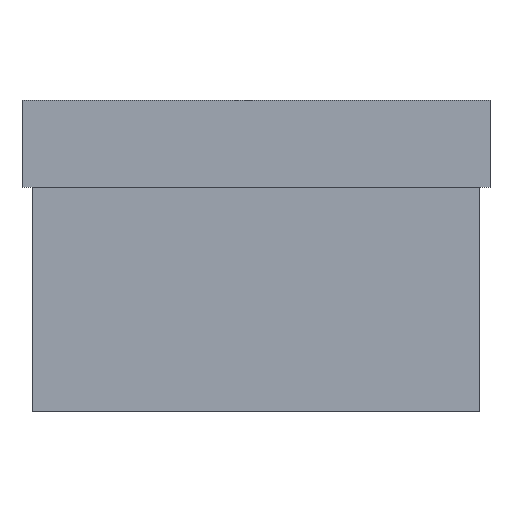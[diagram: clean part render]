
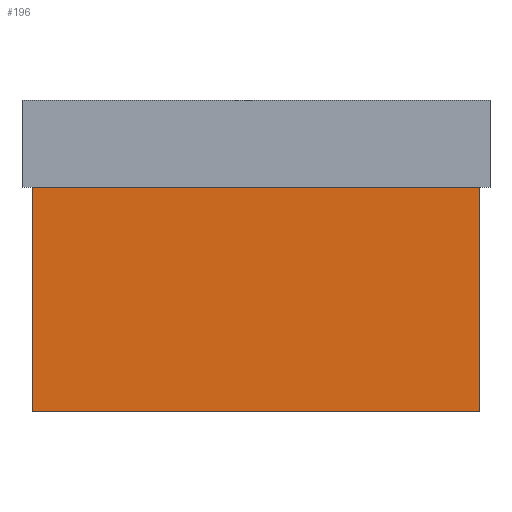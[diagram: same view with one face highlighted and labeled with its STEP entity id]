
A CAD part, left-side view. The second image highlights one B-rep face of the part: STEP entity #196.
In plain terms, the highlighted planar face has unit normal (-1, 0, 0).
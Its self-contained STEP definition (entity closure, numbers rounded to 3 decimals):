
#24=FACE_OUTER_BOUND('',#36,.T.);
#36=EDGE_LOOP('',(#157,#158,#159,#160));
#55=LINE('',#312,#79);
#57=LINE('',#316,#81);
#58=LINE('',#318,#82);
#59=LINE('',#319,#83);
#79=VECTOR('',#258,10.);
#81=VECTOR('',#262,1.);
#82=VECTOR('',#263,1.);
#83=VECTOR('',#264,1.);
#99=VERTEX_POINT('',#309);
#100=VERTEX_POINT('',#311);
#101=VERTEX_POINT('',#315);
#102=VERTEX_POINT('',#317);
#119=EDGE_CURVE('',#100,#99,#55,.T.);
#121=EDGE_CURVE('',#101,#99,#57,.T.);
#122=EDGE_CURVE('',#102,#101,#58,.T.);
#123=EDGE_CURVE('',#100,#102,#59,.T.);
#157=ORIENTED_EDGE('',*,*,#119,.T.);
#158=ORIENTED_EDGE('',*,*,#121,.F.);
#159=ORIENTED_EDGE('',*,*,#122,.F.);
#160=ORIENTED_EDGE('',*,*,#123,.F.);
#184=PLANE('',#223);
#196=ADVANCED_FACE('',(#24),#184,.F.);
#223=AXIS2_PLACEMENT_3D('',#314,#260,#261);
#258=DIRECTION('',(0.,1.,0.));
#260=DIRECTION('center_axis',(1.,0.,0.));
#261=DIRECTION('ref_axis',(0.,1.,0.));
#262=DIRECTION('',(0.,0.,1.));
#263=DIRECTION('',(0.,1.,0.));
#264=DIRECTION('',(0.,0.,-1.));
#309=CARTESIAN_POINT('',(21.,159.5,-12.));
#311=CARTESIAN_POINT('',(21.,-159.5,-12.));
#312=CARTESIAN_POINT('',(21.,0.,-12.));
#314=CARTESIAN_POINT('Origin',(21.,0.,-2.));
#315=CARTESIAN_POINT('',(21.,159.5,-172.));
#316=CARTESIAN_POINT('',(21.,159.5,-172.));
#317=CARTESIAN_POINT('',(21.,-159.5,-172.));
#318=CARTESIAN_POINT('',(21.,-159.5,-172.));
#319=CARTESIAN_POINT('',(21.,-159.5,-2.));
